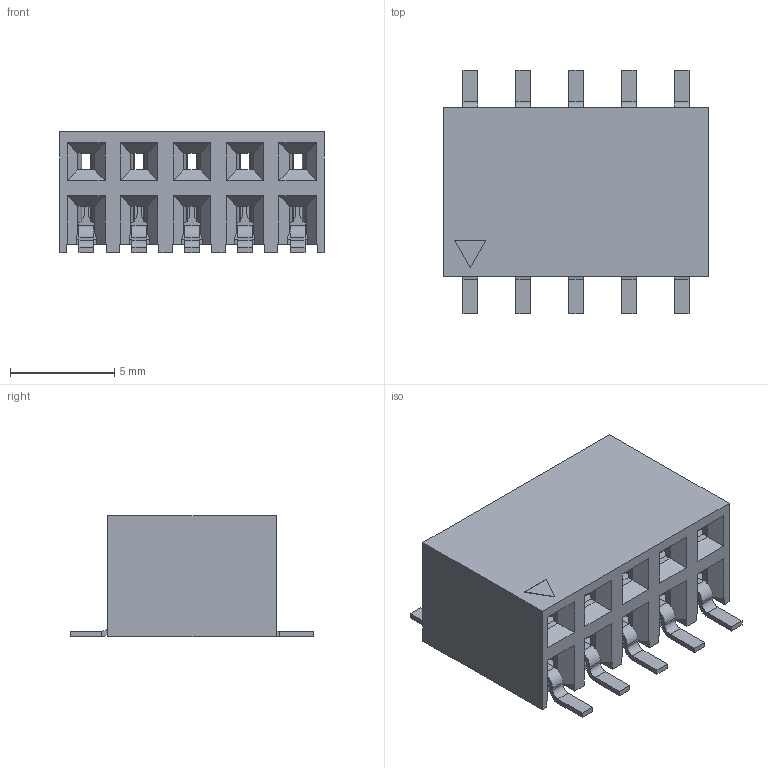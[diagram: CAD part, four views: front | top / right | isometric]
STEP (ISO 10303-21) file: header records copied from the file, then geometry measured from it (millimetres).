
FILE_DESCRIPTION(/* description */ (''),/* implementation_level */ '2;1');
FILE_NAME(/* name */ '3882-10-2-xx-xx.stp',/* time_stamp */ '2026-02-02T13:50:37+01:00',/* author */ ('Andreas.Larin'),/* organization */ (''),/* preprocessor_version */ 'ST-DEVELOPER v20',/* originating_system */ 'Autodesk Inventor 2025',/* authorisation */ '');
FILE_SCHEMA (('AUTOMOTIVE_DESIGN { 1 0 10303 214 3 1 1 }'));
Length unit declared in the file: millimetre
Products named in the file (1): 3882-10-2-xx-xx
Bounding box: 12.7 x 11.7 x 5.82 mm (x, y, z)
Volume: 386.5 mm3; surface area: 1435.1 mm2
Topology: 1 solids, 1 shells, 1410 faces, 3691 edges, 2234 vertices
Faces by surface type: plane 865, cylinder 455, bspline 90
Entity records: 46483 total; most frequent: CARTESIAN_POINT 11821, ORIENTED_EDGE 7382, DIRECTION 7033, EDGE_CURVE 3691, LINE 2651, VECTOR 2651, VERTEX_POINT 2234, AXIS2_PLACEMENT_3D 2191
